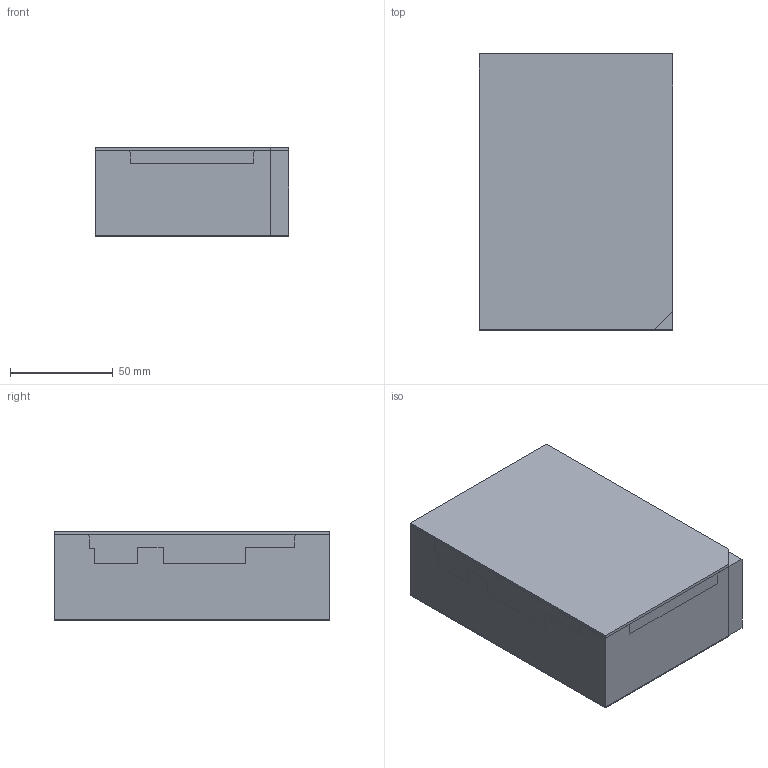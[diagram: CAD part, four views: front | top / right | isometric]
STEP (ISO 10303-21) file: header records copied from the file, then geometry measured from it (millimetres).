
FILE_DESCRIPTION(/* description */ (''),/* implementation_level */ '2;1');
FILE_NAME(/* name */ 'YX2022-06167.stp',/* time_stamp */ '2025-11-18T20:35:18+08:00',/* author */ (''),/* organization */ (''),/* preprocessor_version */ 'ST-DEVELOPER v16.7',/* originating_system */ 'SIEMENS PLM Software NX 12.0',/* authorisation */ '');
FILE_SCHEMA (('AUTOMOTIVE_DESIGN { 1 0 10303 214 3 1 1 1 }'));
Length unit declared in the file: millimetre
Products named in the file (1): YX2022-06167
Bounding box: 94 x 134 x 43 mm (x, y, z)
Surface area: 183478.1 mm2
Topology: 4 solids, 5 shells, 708 faces, 1991 edges, 1312 vertices
Faces by surface type: plane 399, cylinder 134, bspline 120, extrusion 32, cone 13, torus 8, sphere 2
Full cylindrical faces by diameter (mm): 1.508 x6, 2 x2, 3 x19, 4.02 x1, 10.9 x1, 12.06 x1
Entity records: 32346 total; most frequent: CARTESIAN_POINT 15560, ORIENTED_EDGE 3844, DIRECTION 2794, EDGE_CURVE 1922, VERTEX_POINT 1279, VECTOR 1026, LINE 994, AXIS2_PLACEMENT_3D 884
